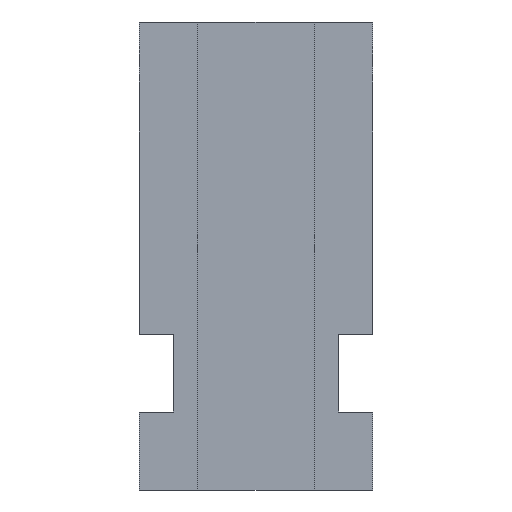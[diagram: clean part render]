
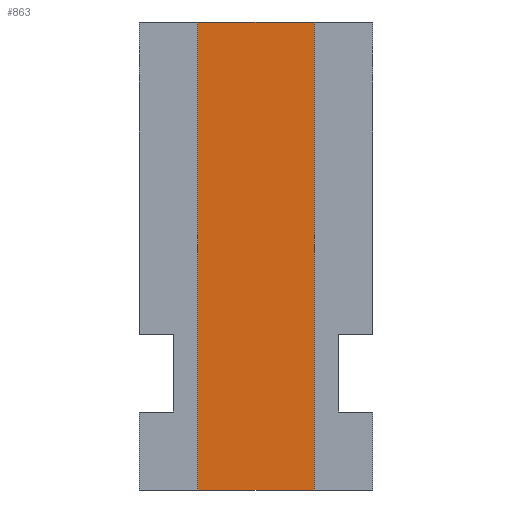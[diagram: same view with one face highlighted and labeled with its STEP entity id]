
A CAD part, front view. The second image highlights one B-rep face of the part: STEP entity #863.
In plain terms, the highlighted planar face has unit normal (0, -1, 0).
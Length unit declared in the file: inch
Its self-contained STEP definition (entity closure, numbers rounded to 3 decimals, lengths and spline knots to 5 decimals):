
#67 = CARTESIAN_POINT ( 'NONE',  ( -0.015, 0., -0.12 ) ) ;
#69 = CARTESIAN_POINT ( 'NONE',  ( -0.015, 0., 0. ) ) ;
#186 = FACE_OUTER_BOUND ( 'NONE', #731, .T. ) ;
#188 = VECTOR ( 'NONE', #1194, 39.37008 ) ;
#191 = LINE ( 'NONE', #1192, #188 ) ;
#192 = VECTOR ( 'NONE', #1189, 39.37008 ) ;
#196 = LINE ( 'NONE', #1188, #192 ) ;
#215 = CARTESIAN_POINT ( 'NONE',  ( 0.015, 0., -0.12 ) ) ;
#217 = DIRECTION ( 'NONE',  ( 0., 0., 1. ) ) ;
#224 = CARTESIAN_POINT ( 'NONE',  ( 0.015, 0., -0.12 ) ) ;
#460 = EDGE_CURVE ( 'NONE', #710, #735, #541, .T. ) ;
#467 = EDGE_CURVE ( 'NONE', #1023, #1025, #557, .T. ) ;
#470 = EDGE_CURVE ( 'NONE', #1025, #735, #196, .T. ) ;
#472 = EDGE_CURVE ( 'NONE', #1023, #710, #191, .T. ) ;
#541 = LINE ( 'NONE', #215, #545 ) ;
#545 = VECTOR ( 'NONE', #217, 39.37008 ) ;
#557 = LINE ( 'NONE', #1182, #561 ) ;
#561 = VECTOR ( 'NONE', #1183, 39.37008 ) ;
#710 = VERTEX_POINT ( 'NONE', #224 ) ;
#731 = EDGE_LOOP ( 'NONE', ( #1005, #828, #836, #825 ) ) ;
#735 = VERTEX_POINT ( 'NONE', #1193 ) ;
#825 = ORIENTED_EDGE ( 'NONE', *, *, #460, .T. ) ;
#828 = ORIENTED_EDGE ( 'NONE', *, *, #467, .F. ) ;
#836 = ORIENTED_EDGE ( 'NONE', *, *, #472, .T. ) ;
#863 = ADVANCED_FACE ( 'NONE', ( #186 ), #1198, .T. ) ;
#1005 = ORIENTED_EDGE ( 'NONE', *, *, #470, .F. ) ;
#1023 = VERTEX_POINT ( 'NONE', #67 ) ;
#1025 = VERTEX_POINT ( 'NONE', #69 ) ;
#1068 = AXIS2_PLACEMENT_3D ( 'NONE', #1208, #1209, #1210 ) ;
#1182 = CARTESIAN_POINT ( 'NONE',  ( -0.015, 0., -0.12 ) ) ;
#1183 = DIRECTION ( 'NONE',  ( 0., 0., 1. ) ) ;
#1188 = CARTESIAN_POINT ( 'NONE',  ( -0.015, 0., 0. ) ) ;
#1189 = DIRECTION ( 'NONE',  ( 1., 0., 0. ) ) ;
#1192 = CARTESIAN_POINT ( 'NONE',  ( -0.015, 0., -0.12 ) ) ;
#1193 = CARTESIAN_POINT ( 'NONE',  ( 0.015, 0., 0. ) ) ;
#1194 = DIRECTION ( 'NONE',  ( 1., 0., 0. ) ) ;
#1198 = PLANE ( 'NONE',  #1068 ) ;
#1208 = CARTESIAN_POINT ( 'NONE',  ( -0.015, 0., -0.12 ) ) ;
#1209 = DIRECTION ( 'NONE',  ( 0., -1., 0. ) ) ;
#1210 = DIRECTION ( 'NONE',  ( 0., 0., -1. ) ) ;
